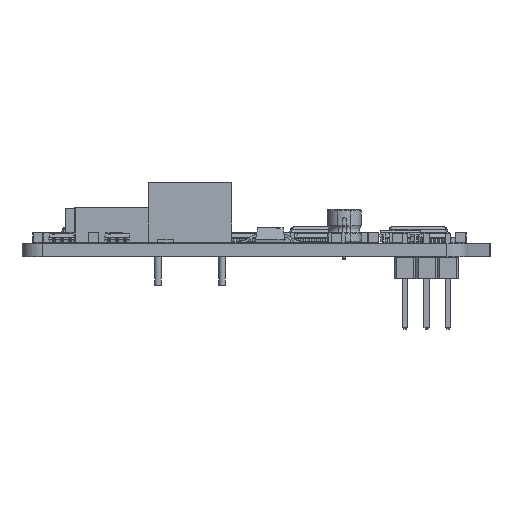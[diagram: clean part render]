
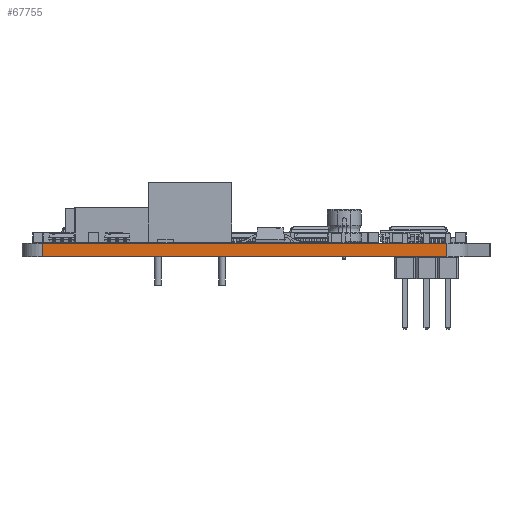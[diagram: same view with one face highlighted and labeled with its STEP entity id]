
A CAD part, left-side view. The second image highlights one B-rep face of the part: STEP entity #67755.
In plain terms, the highlighted planar face has unit normal (-1, 0, 0).
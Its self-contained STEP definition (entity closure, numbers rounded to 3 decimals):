
#66932 = VERTEX_POINT('',#66933);
#66933 = CARTESIAN_POINT('',(-2.032,48.07,0.));
#66940 = EDGE_CURVE('',#66941,#66932,#66943,.T.);
#66941 = VERTEX_POINT('',#66942);
#66942 = CARTESIAN_POINT('',(-2.032,0.127,0.));
#66943 = LINE('',#66944,#66945);
#66944 = CARTESIAN_POINT('',(-2.032,0.127,0.));
#66945 = VECTOR('',#66946,1.);
#66946 = DIRECTION('',(0.,1.,0.));
#67330 = VERTEX_POINT('',#67331);
#67331 = CARTESIAN_POINT('',(-2.032,48.07,1.6));
#67338 = EDGE_CURVE('',#67339,#67330,#67341,.T.);
#67339 = VERTEX_POINT('',#67340);
#67340 = CARTESIAN_POINT('',(-2.032,0.127,1.6));
#67341 = LINE('',#67342,#67343);
#67342 = CARTESIAN_POINT('',(-2.032,0.127,1.6));
#67343 = VECTOR('',#67344,1.);
#67344 = DIRECTION('',(0.,1.,0.));
#67725 = EDGE_CURVE('',#66932,#67330,#67726,.T.);
#67726 = LINE('',#67727,#67728);
#67727 = CARTESIAN_POINT('',(-2.032,48.07,0.));
#67728 = VECTOR('',#67729,1.);
#67729 = DIRECTION('',(0.,0.,1.));
#67755 = ADVANCED_FACE('',(#67756),#67767,.T.);
#67756 = FACE_BOUND('',#67757,.T.);
#67757 = EDGE_LOOP('',(#67758,#67764,#67765,#67766));
#67758 = ORIENTED_EDGE('',*,*,#67759,.T.);
#67759 = EDGE_CURVE('',#66941,#67339,#67760,.T.);
#67760 = LINE('',#67761,#67762);
#67761 = CARTESIAN_POINT('',(-2.032,0.127,0.));
#67762 = VECTOR('',#67763,1.);
#67763 = DIRECTION('',(0.,0.,1.));
#67764 = ORIENTED_EDGE('',*,*,#67338,.T.);
#67765 = ORIENTED_EDGE('',*,*,#67725,.F.);
#67766 = ORIENTED_EDGE('',*,*,#66940,.F.);
#67767 = PLANE('',#67768);
#67768 = AXIS2_PLACEMENT_3D('',#67769,#67770,#67771);
#67769 = CARTESIAN_POINT('',(-2.032,0.127,0.));
#67770 = DIRECTION('',(-1.,0.,0.));
#67771 = DIRECTION('',(0.,1.,0.));
